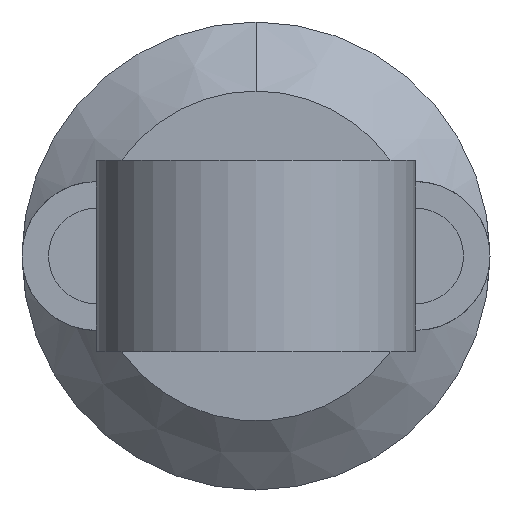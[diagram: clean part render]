
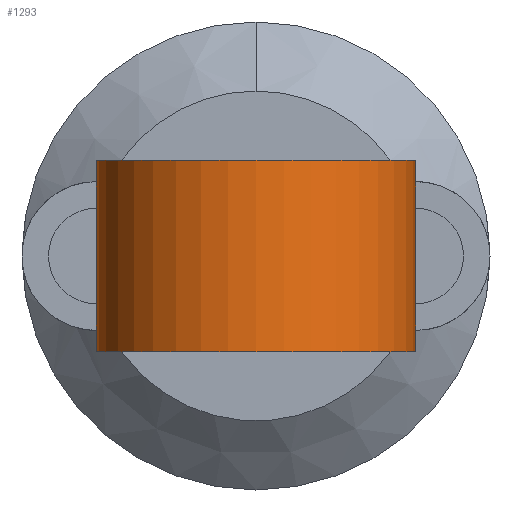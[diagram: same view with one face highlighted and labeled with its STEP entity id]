
A CAD part, front view. The second image highlights one B-rep face of the part: STEP entity #1293.
In plain terms, the highlighted cylindrical face has radius 5 mm (diameter 10 mm), a partial arc.
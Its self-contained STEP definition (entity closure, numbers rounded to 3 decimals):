
#38 = FACE_OUTER_BOUND ( 'NONE', #1081, .T. ) ;
#49 = VERTEX_POINT ( 'NONE', #217 ) ;
#53 = LINE ( 'NONE', #125, #1185 ) ;
#67 = VERTEX_POINT ( 'NONE', #585 ) ;
#87 = EDGE_CURVE ( 'NONE', #858, #67, #1615, .T. ) ;
#125 = CARTESIAN_POINT ( 'NONE',  ( -5., -7.5, -3. ) ) ;
#144 = CARTESIAN_POINT ( 'NONE',  ( -5., -7.5, -3. ) ) ;
#209 = EDGE_CURVE ( 'NONE', #49, #686, #982, .T. ) ;
#213 = CARTESIAN_POINT ( 'NONE',  ( 5., -7.5, -3. ) ) ;
#214 = VECTOR ( 'NONE', #999, 1000. ) ;
#217 = CARTESIAN_POINT ( 'NONE',  ( 5., -7.5, 2. ) ) ;
#230 = DIRECTION ( 'NONE',  ( 1., 0., 0. ) ) ;
#242 = ORIENTED_EDGE ( 'NONE', *, *, #1083, .F. ) ;
#276 = CARTESIAN_POINT ( 'NONE',  ( 0., -7.5, -3. ) ) ;
#305 = CYLINDRICAL_SURFACE ( 'NONE', #445, 5. ) ;
#324 = VECTOR ( 'NONE', #909, 1000. ) ;
#366 = CARTESIAN_POINT ( 'NONE',  ( 5., -7.5, -2. ) ) ;
#391 = DIRECTION ( 'NONE',  ( 0., 0., 1. ) ) ;
#445 = AXIS2_PLACEMENT_3D ( 'NONE', #276, #1417, #658 ) ;
#579 = CARTESIAN_POINT ( 'NONE',  ( 5., -7.5, 3. ) ) ;
#581 = CIRCLE ( 'NONE', #1374, 5. ) ;
#585 = CARTESIAN_POINT ( 'NONE',  ( -5., -7.5, 3. ) ) ;
#625 = LINE ( 'NONE', #144, #726 ) ;
#646 = VECTOR ( 'NONE', #727, 1000. ) ;
#657 = CARTESIAN_POINT ( 'NONE',  ( 5., -7.5, -3. ) ) ;
#658 = DIRECTION ( 'NONE',  ( 1., 0., 0. ) ) ;
#677 = ORIENTED_EDGE ( 'NONE', *, *, #896, .F. ) ;
#686 = VERTEX_POINT ( 'NONE', #579 ) ;
#726 = VECTOR ( 'NONE', #786, 1000. ) ;
#727 = DIRECTION ( 'NONE',  ( 0., 0., 1. ) ) ;
#747 = CARTESIAN_POINT ( 'NONE',  ( 5., -7.5, -3. ) ) ;
#779 = EDGE_CURVE ( 'NONE', #1622, #1160, #1072, .T. ) ;
#786 = DIRECTION ( 'NONE',  ( 0., 0., 1. ) ) ;
#858 = VERTEX_POINT ( 'NONE', #887 ) ;
#887 = CARTESIAN_POINT ( 'NONE',  ( -5., -7.5, 2. ) ) ;
#896 = EDGE_CURVE ( 'NONE', #1580, #858, #53, .T. ) ;
#909 = DIRECTION ( 'NONE',  ( 0., 0., 1. ) ) ;
#910 = VERTEX_POINT ( 'NONE', #1384 ) ;
#982 = LINE ( 'NONE', #747, #214 ) ;
#993 = LINE ( 'NONE', #657, #324 ) ;
#999 = DIRECTION ( 'NONE',  ( 0., 0., 1. ) ) ;
#1005 = ORIENTED_EDGE ( 'NONE', *, *, #87, .F. ) ;
#1070 = CARTESIAN_POINT ( 'NONE',  ( -5., -7.5, -2. ) ) ;
#1071 = CARTESIAN_POINT ( 'NONE',  ( 0., -7.5, -3. ) ) ;
#1072 = LINE ( 'NONE', #1352, #646 ) ;
#1081 = EDGE_LOOP ( 'NONE', ( #677, #1424, #1161, #1561, #1222, #1125, #242, #1005 ) ) ;
#1083 = EDGE_CURVE ( 'NONE', #67, #686, #1229, .T. ) ;
#1103 = DIRECTION ( 'NONE',  ( 0., 0., 1. ) ) ;
#1125 = ORIENTED_EDGE ( 'NONE', *, *, #209, .T. ) ;
#1128 = CARTESIAN_POINT ( 'NONE',  ( 0., -7.5, 3. ) ) ;
#1160 = VERTEX_POINT ( 'NONE', #366 ) ;
#1161 = ORIENTED_EDGE ( 'NONE', *, *, #1340, .T. ) ;
#1185 = VECTOR ( 'NONE', #391, 1000. ) ;
#1193 = VECTOR ( 'NONE', #1103, 1000. ) ;
#1204 = AXIS2_PLACEMENT_3D ( 'NONE', #1128, #1248, #230 ) ;
#1211 = EDGE_CURVE ( 'NONE', #1160, #49, #993, .T. ) ;
#1222 = ORIENTED_EDGE ( 'NONE', *, *, #1211, .T. ) ;
#1229 = CIRCLE ( 'NONE', #1204, 5. ) ;
#1248 = DIRECTION ( 'NONE',  ( 0., 0., 1. ) ) ;
#1288 = EDGE_CURVE ( 'NONE', #910, #1580, #625, .T. ) ;
#1293 = ADVANCED_FACE ( 'NONE', ( #38 ), #305, .T. ) ;
#1313 = DIRECTION ( 'NONE',  ( 1., 0., 0. ) ) ;
#1328 = DIRECTION ( 'NONE',  ( 0., 0., 1. ) ) ;
#1340 = EDGE_CURVE ( 'NONE', #910, #1622, #581, .T. ) ;
#1352 = CARTESIAN_POINT ( 'NONE',  ( 5., -7.5, -3. ) ) ;
#1374 = AXIS2_PLACEMENT_3D ( 'NONE', #1071, #1328, #1313 ) ;
#1384 = CARTESIAN_POINT ( 'NONE',  ( -5., -7.5, -3. ) ) ;
#1417 = DIRECTION ( 'NONE',  ( 0., 0., 1. ) ) ;
#1424 = ORIENTED_EDGE ( 'NONE', *, *, #1288, .F. ) ;
#1561 = ORIENTED_EDGE ( 'NONE', *, *, #779, .T. ) ;
#1580 = VERTEX_POINT ( 'NONE', #1070 ) ;
#1595 = CARTESIAN_POINT ( 'NONE',  ( -5., -7.5, -3. ) ) ;
#1615 = LINE ( 'NONE', #1595, #1193 ) ;
#1622 = VERTEX_POINT ( 'NONE', #213 ) ;
